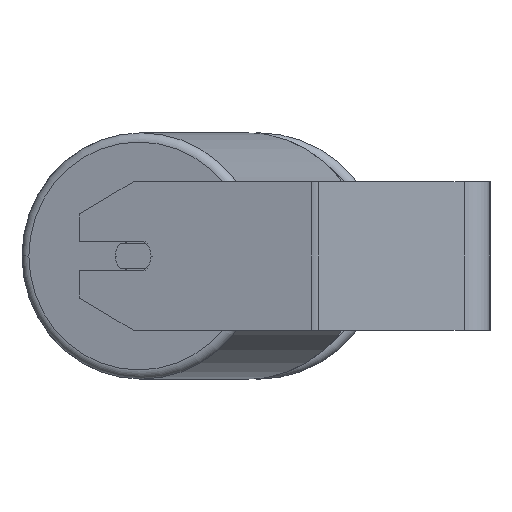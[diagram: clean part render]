
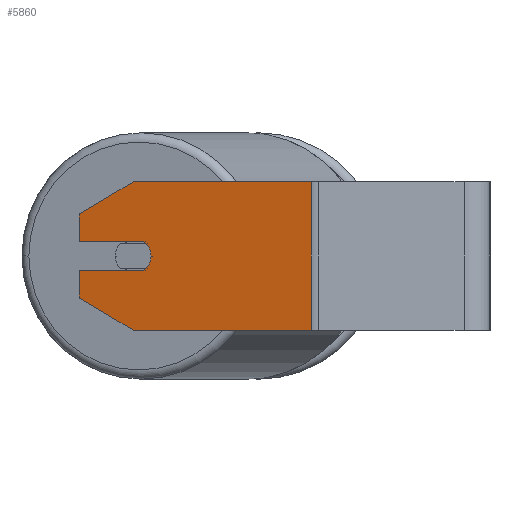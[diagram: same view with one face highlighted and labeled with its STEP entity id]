
A CAD part, left-side view. The second image highlights one B-rep face of the part: STEP entity #5860.
In plain terms, the highlighted planar face has unit normal (-0.966, 0.259, 0).
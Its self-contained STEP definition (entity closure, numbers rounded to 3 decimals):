
#35 = AXIS2_PLACEMENT_3D ( 'NONE', #3995, #1305, #6704 ) ;
#49 = ORIENTED_EDGE ( 'NONE', *, *, #3055, .F. ) ;
#64 = VECTOR ( 'NONE', #6448, 1000. ) ;
#127 = PLANE ( 'NONE',  #777 ) ;
#169 = DIRECTION ( 'NONE',  ( -0.259, -0.966, 0. ) ) ;
#273 = ORIENTED_EDGE ( 'NONE', *, *, #6202, .T. ) ;
#296 = ORIENTED_EDGE ( 'NONE', *, *, #5186, .T. ) ;
#306 = EDGE_LOOP ( 'NONE', ( #49, #2919, #2881, #273, #3513, #7447, #2499, #6410, #296, #3739, #5307 ) ) ;
#364 = VERTEX_POINT ( 'NONE', #2781 ) ;
#481 = DIRECTION ( 'NONE',  ( -0.224, -0.837, -0.5 ) ) ;
#593 = CARTESIAN_POINT ( 'NONE',  ( -375.975, 221.576, 22.679 ) ) ;
#637 = CARTESIAN_POINT ( 'NONE',  ( -386.328, 182.939, 0. ) ) ;
#708 = CARTESIAN_POINT ( 'NONE',  ( -375.975, 221.576, 40. ) ) ;
#777 = AXIS2_PLACEMENT_3D ( 'NONE', #708, #7353, #2815 ) ;
#967 = LINE ( 'NONE', #4857, #3032 ) ;
#1118 = CARTESIAN_POINT ( 'NONE',  ( -375.975, 221.576, -22.679 ) ) ;
#1147 = CARTESIAN_POINT ( 'NONE',  ( -383.74, 192.598, -40. ) ) ;
#1152 = VECTOR ( 'NONE', #2003, 1000. ) ;
#1285 = DIRECTION ( 'NONE',  ( 0., 0., -1. ) ) ;
#1305 = DIRECTION ( 'NONE',  ( -0.966, 0.259, 0. ) ) ;
#1330 = LINE ( 'NONE', #3890, #3443 ) ;
#1676 = DIRECTION ( 'NONE',  ( -0.966, 0.259, 0. ) ) ;
#1853 = VERTEX_POINT ( 'NONE', #5899 ) ;
#1890 = VERTEX_POINT ( 'NONE', #637 ) ;
#1929 = EDGE_CURVE ( 'NONE', #1853, #5829, #6655, .T. ) ;
#2003 = DIRECTION ( 'NONE',  ( 0.224, 0.837, -0.5 ) ) ;
#2172 = LINE ( 'NONE', #3582, #7966 ) ;
#2193 = VECTOR ( 'NONE', #481, 1000. ) ;
#2380 = LINE ( 'NONE', #5081, #3312 ) ;
#2470 = CARTESIAN_POINT ( 'NONE',  ( -383.74, 192.598, 0. ) ) ;
#2499 = ORIENTED_EDGE ( 'NONE', *, *, #5978, .F. ) ;
#2647 = LINE ( 'NONE', #3350, #3891 ) ;
#2663 = VERTEX_POINT ( 'NONE', #7335 ) ;
#2680 = CARTESIAN_POINT ( 'NONE',  ( -409.523, 96.374, -40. ) ) ;
#2781 = CARTESIAN_POINT ( 'NONE',  ( -383.74, 192.598, -40. ) ) ;
#2815 = DIRECTION ( 'NONE',  ( 0.259, 0.966, 0. ) ) ;
#2878 = VERTEX_POINT ( 'NONE', #8472 ) ;
#2881 = ORIENTED_EDGE ( 'NONE', *, *, #5971, .T. ) ;
#2919 = ORIENTED_EDGE ( 'NONE', *, *, #6248, .F. ) ;
#2991 = LINE ( 'NONE', #6413, #5306 ) ;
#3032 = VECTOR ( 'NONE', #169, 1000. ) ;
#3055 = EDGE_CURVE ( 'NONE', #6323, #1890, #5394, .T. ) ;
#3265 = EDGE_CURVE ( 'NONE', #364, #7803, #2172, .T. ) ;
#3312 = VECTOR ( 'NONE', #7798, 1000. ) ;
#3350 = CARTESIAN_POINT ( 'NONE',  ( -385.293, 186.803, -8. ) ) ;
#3443 = VECTOR ( 'NONE', #1285, 1000. ) ;
#3513 = ORIENTED_EDGE ( 'NONE', *, *, #3265, .T. ) ;
#3582 = CARTESIAN_POINT ( 'NONE',  ( -375.975, 221.576, -40. ) ) ;
#3687 = CARTESIAN_POINT ( 'NONE',  ( -375.975, 221.576, 40. ) ) ;
#3739 = ORIENTED_EDGE ( 'NONE', *, *, #5664, .F. ) ;
#3890 = CARTESIAN_POINT ( 'NONE',  ( -409.523, 96.374, 40. ) ) ;
#3891 = VECTOR ( 'NONE', #8098, 1000. ) ;
#3958 = CARTESIAN_POINT ( 'NONE',  ( -375.975, 221.576, 8. ) ) ;
#3995 = CARTESIAN_POINT ( 'NONE',  ( -383.74, 192.598, 0. ) ) ;
#4013 = VERTEX_POINT ( 'NONE', #7018 ) ;
#4558 = VERTEX_POINT ( 'NONE', #1118 ) ;
#4857 = CARTESIAN_POINT ( 'NONE',  ( -375.975, 221.576, 40. ) ) ;
#4861 = CIRCLE ( 'NONE', #6567, 10. ) ;
#5044 = EDGE_CURVE ( 'NONE', #1890, #2663, #4861, .T. ) ;
#5081 = CARTESIAN_POINT ( 'NONE',  ( -385.293, 186.803, 8. ) ) ;
#5094 = EDGE_CURVE ( 'NONE', #4013, #7803, #1330, .T. ) ;
#5186 = EDGE_CURVE ( 'NONE', #5829, #6577, #7871, .T. ) ;
#5306 = VECTOR ( 'NONE', #6987, 1000. ) ;
#5307 = ORIENTED_EDGE ( 'NONE', *, *, #5044, .F. ) ;
#5394 = CIRCLE ( 'NONE', #35, 10. ) ;
#5664 = EDGE_CURVE ( 'NONE', #2663, #6577, #2380, .T. ) ;
#5829 = VERTEX_POINT ( 'NONE', #7892 ) ;
#5860 = ADVANCED_FACE ( 'NONE', ( #6691 ), #127, .F. ) ;
#5899 = CARTESIAN_POINT ( 'NONE',  ( -383.74, 192.598, 40. ) ) ;
#5919 = LINE ( 'NONE', #1147, #2193 ) ;
#5971 = EDGE_CURVE ( 'NONE', #2878, #4558, #2991, .T. ) ;
#5978 = EDGE_CURVE ( 'NONE', #1853, #4013, #967, .T. ) ;
#6202 = EDGE_CURVE ( 'NONE', #4558, #364, #5919, .T. ) ;
#6248 = EDGE_CURVE ( 'NONE', #2878, #6323, #2647, .T. ) ;
#6323 = VERTEX_POINT ( 'NONE', #7695 ) ;
#6410 = ORIENTED_EDGE ( 'NONE', *, *, #1929, .T. ) ;
#6413 = CARTESIAN_POINT ( 'NONE',  ( -375.975, 221.576, 40. ) ) ;
#6448 = DIRECTION ( 'NONE',  ( 0., 0., -1. ) ) ;
#6567 = AXIS2_PLACEMENT_3D ( 'NONE', #2470, #1676, #7071 ) ;
#6577 = VERTEX_POINT ( 'NONE', #3958 ) ;
#6655 = LINE ( 'NONE', #593, #1152 ) ;
#6691 = FACE_OUTER_BOUND ( 'NONE', #306, .T. ) ;
#6704 = DIRECTION ( 'NONE',  ( -0.259, -0.966, 0. ) ) ;
#6954 = DIRECTION ( 'NONE',  ( -0.259, -0.966, 0. ) ) ;
#6987 = DIRECTION ( 'NONE',  ( 0., 0., -1. ) ) ;
#7018 = CARTESIAN_POINT ( 'NONE',  ( -409.523, 96.374, 40. ) ) ;
#7071 = DIRECTION ( 'NONE',  ( -0.259, -0.966, 0. ) ) ;
#7335 = CARTESIAN_POINT ( 'NONE',  ( -385.293, 186.803, 8. ) ) ;
#7353 = DIRECTION ( 'NONE',  ( 0.966, -0.259, 0. ) ) ;
#7447 = ORIENTED_EDGE ( 'NONE', *, *, #5094, .F. ) ;
#7695 = CARTESIAN_POINT ( 'NONE',  ( -385.293, 186.803, -8. ) ) ;
#7798 = DIRECTION ( 'NONE',  ( 0.259, 0.966, 0. ) ) ;
#7803 = VERTEX_POINT ( 'NONE', #2680 ) ;
#7871 = LINE ( 'NONE', #3687, #64 ) ;
#7892 = CARTESIAN_POINT ( 'NONE',  ( -375.975, 221.576, 22.679 ) ) ;
#7966 = VECTOR ( 'NONE', #6954, 1000. ) ;
#8098 = DIRECTION ( 'NONE',  ( -0.259, -0.966, 0. ) ) ;
#8472 = CARTESIAN_POINT ( 'NONE',  ( -375.975, 221.576, -8. ) ) ;
